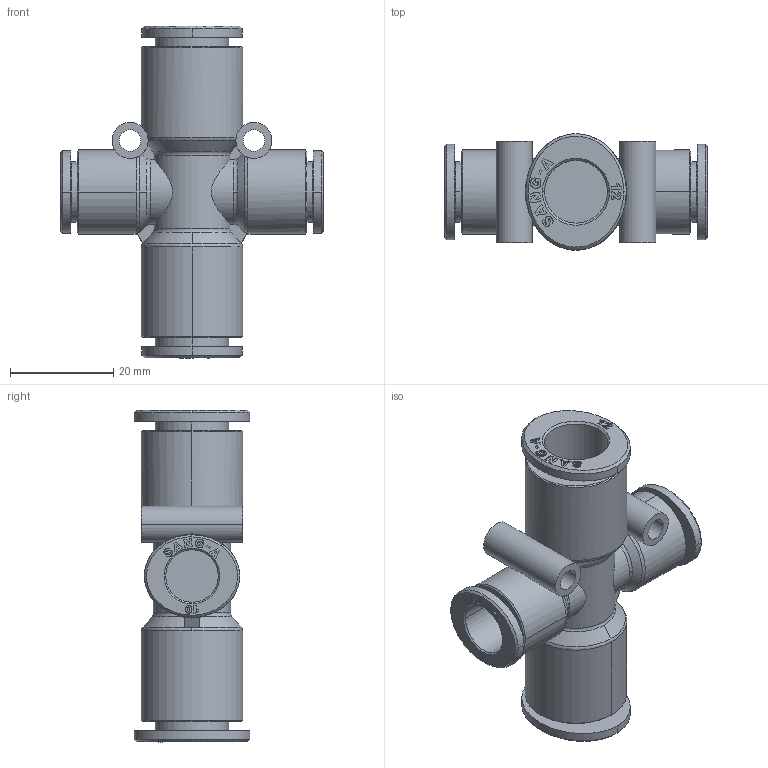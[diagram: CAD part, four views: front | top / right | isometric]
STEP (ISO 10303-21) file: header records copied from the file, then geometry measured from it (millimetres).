
FILE_DESCRIPTION (( 'STEP AP214' ), '1' );
FILE_NAME ('PZA22-12-10.stp', '2015-08-24T07:30:02', ( '' ), ( '' ), 'SwSTEP 2.0', 'SolidWorks 2015', '' );
FILE_SCHEMA (( 'AUTOMOTIVE_DESIGN' ));
Length unit declared in the file: millimetre
Products named in the file (2): ｦ+ﾃｦ1; PZA22-12-10
Assembly tree (1 placements, depth 2):
  PZA22-12-10
    ｦ+ﾃｦ1
Bounding box: 51 x 22.5 x 64.4 mm (x, y, z)
Volume: 16669 mm3; surface area: 11709.1 mm2
Topology: 1 solids, 1 shells, 1578 faces, 4546 edges, 3024 vertices
Faces by surface type: plane 1446, cylinder 44, bspline 42, cone 36, torus 10
Entity records: 54944 total; most frequent: CARTESIAN_POINT 12902, ORIENTED_EDGE 9092, DIRECTION 7612, EDGE_CURVE 4546, LINE 4232, VECTOR 4232, VERTEX_POINT 3024, AXIS2_PLACEMENT_3D 1690
